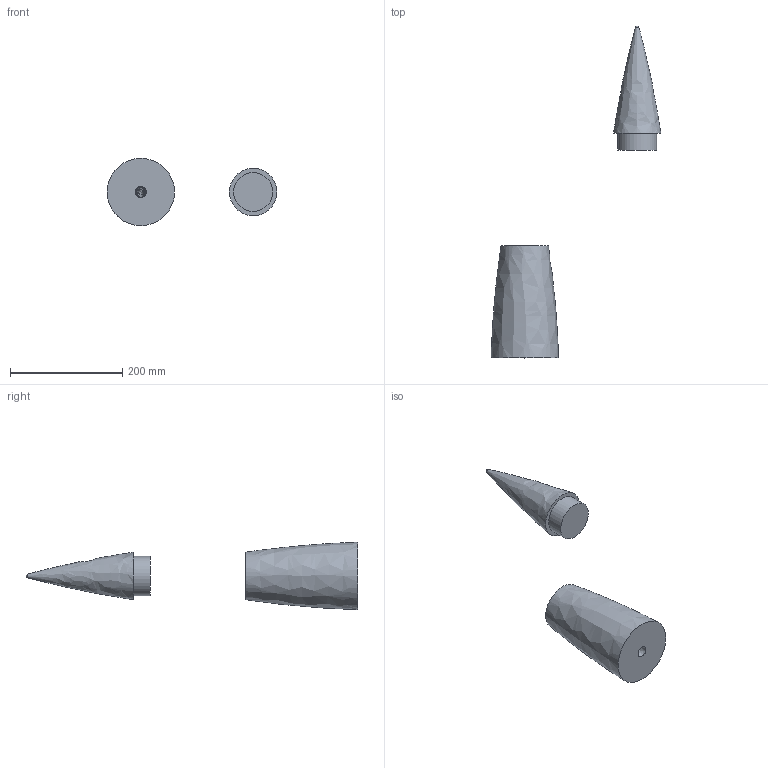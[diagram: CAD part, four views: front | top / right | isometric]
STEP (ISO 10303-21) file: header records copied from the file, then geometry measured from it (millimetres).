
FILE_DESCRIPTION(/* description */ ('','CAx-IF Rec.Pracs.---Representation and Presentation of Product Manufacturing Information (PMI)---4.0---2014-10-13'),/* implementation_level */ '2;1');
FILE_NAME(/* name */ 'b125e6cf-207a-4d8c-94de-ebcfa649d78f.stp',/* time_stamp */ '2024-10-25T17:16:50Z',/* author */ (''),/* organization */ (''),/* preprocessor_version */ 'ST-DEVELOPER v20',/* originating_system */ 'Autodesk Translation Framework v13.20.0.188',/* authorisation */ '');
FILE_SCHEMA (('AP242_MANAGED_MODEL_BASED_3D_ENGINEERING_MIM_LF { 1 0 10303 442 1 1 4 }'));
Length unit declared in the file: millimetre
Products named in the file (1): Ogive_eagle
Bounding box: 302.23 x 590.75 x 120 mm (x, y, z)
Volume: 2219770.4 mm3; surface area: 136610.6 mm2
Topology: 2 solids, 2 shells, 11 faces, 15 edges, 10 vertices
Faces by surface type: plane 5, bspline 3, cylinder 2, sphere 1
Full cylindrical faces by diameter (mm): 63.905 x1, 69.62 x1
Entity records: 334 total; most frequent: CARTESIAN_POINT 114, DIRECTION 44, ORIENTED_EDGE 28, AXIS2_PLACEMENT_3D 21, EDGE_LOOP 14, EDGE_CURVE 14, CIRCLE 12, FACE_OUTER_BOUND 11
